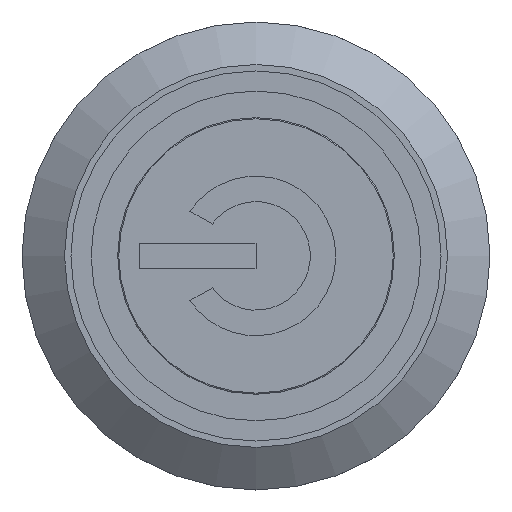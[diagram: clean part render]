
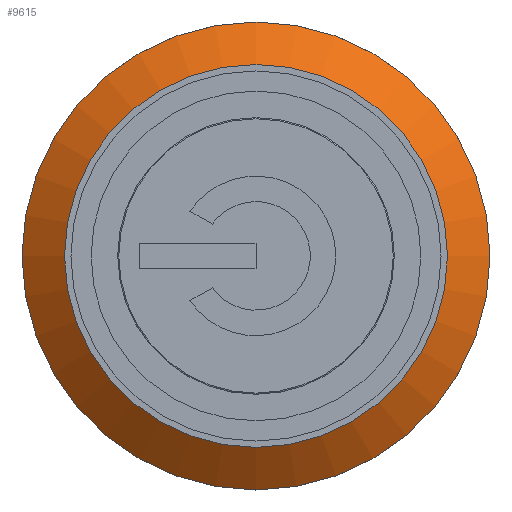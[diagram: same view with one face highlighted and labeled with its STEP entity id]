
A CAD part, top view. The second image highlights one B-rep face of the part: STEP entity #9615.
In plain terms, the highlighted conical face has half-angle 53.13 degrees and reference radius 10 mm.
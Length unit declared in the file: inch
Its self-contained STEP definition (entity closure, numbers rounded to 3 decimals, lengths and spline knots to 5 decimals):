
#33=CONICAL_SURFACE('',#10479,0.3937,0.927);
#483=CIRCLE('',#10478,0.43307);
#484=CIRCLE('',#10480,0.35433);
#1111=FACE_OUTER_BOUND('',#1690,.T.);
#1690=EDGE_LOOP('',(#8358,#8359,#8360,#8361));
#2632=LINE('',#16034,#3611);
#3611=VECTOR('',#13005,0.3937);
#4505=VERTEX_POINT('',#16028);
#4506=VERTEX_POINT('',#16032);
#5804=EDGE_CURVE('',#4505,#4505,#483,.T.);
#5806=EDGE_CURVE('',#4506,#4506,#484,.T.);
#5807=EDGE_CURVE('',#4506,#4505,#2632,.T.);
#8358=ORIENTED_EDGE('',*,*,#5806,.F.);
#8359=ORIENTED_EDGE('',*,*,#5807,.T.);
#8360=ORIENTED_EDGE('',*,*,#5804,.T.);
#8361=ORIENTED_EDGE('',*,*,#5807,.F.);
#9615=ADVANCED_FACE('',(#1111),#33,.T.);
#10478=AXIS2_PLACEMENT_3D('',#16029,#12998,#12999);
#10479=AXIS2_PLACEMENT_3D('',#16031,#13001,#13002);
#10480=AXIS2_PLACEMENT_3D('',#16033,#13003,#13004);
#12998=DIRECTION('center_axis',(0.,0.,
1.));
#12999=DIRECTION('ref_axis',(0.,-1.,0.));
#13001=DIRECTION('center_axis',(0.,0.,
-1.));
#13002=DIRECTION('ref_axis',(0.,-1.,0.));
#13003=DIRECTION('center_axis',(0.,0.,
1.));
#13004=DIRECTION('ref_axis',(0.,-1.,0.));
#13005=DIRECTION('',(0.,0.8,-0.6));
#16028=CARTESIAN_POINT('',(0.,0.43307,0.01969));
#16029=CARTESIAN_POINT('Origin',(0.,0.,
0.01969));
#16031=CARTESIAN_POINT('Origin',(0.,0.,
0.04921));
#16032=CARTESIAN_POINT('',(0.,0.35433,0.07874));
#16033=CARTESIAN_POINT('Origin',(0.,0.,
0.07874));
#16034=CARTESIAN_POINT('',(0.,0.3937,0.04921));
